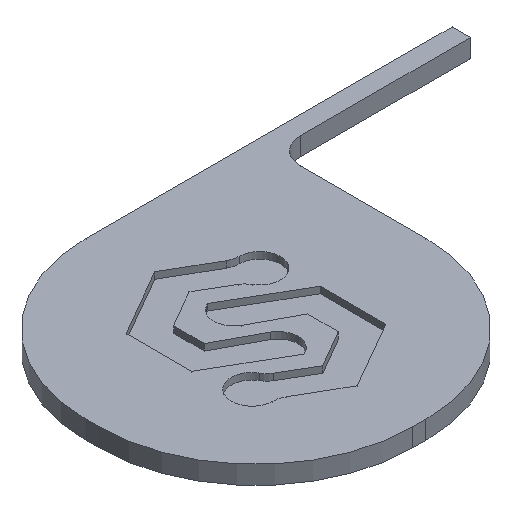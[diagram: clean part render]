
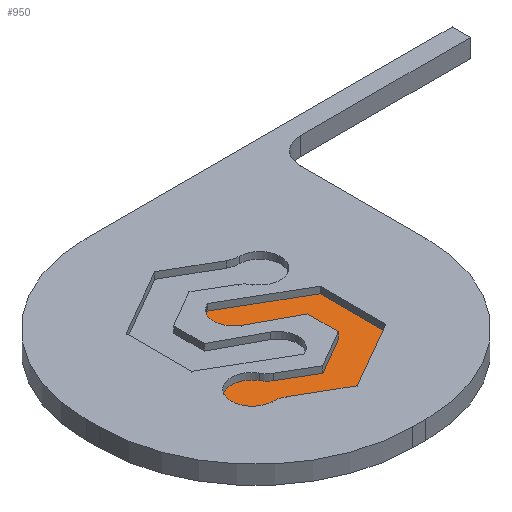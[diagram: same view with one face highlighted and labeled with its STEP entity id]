
A CAD part, isometric view. The second image highlights one B-rep face of the part: STEP entity #950.
In plain terms, the highlighted planar face has unit normal (0, 0, 1).
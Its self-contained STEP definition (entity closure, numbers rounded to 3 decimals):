
#39=PLANE('',#1044);
#85=FACE_OUTER_BOUND('',#135,.T.);
#135=EDGE_LOOP('',(#780,#781,#782,#783,#784,#785,#786,#787,#788,#789,#790,
#791,#792,#793,#794,#795,#796,#797));
#192=LINE('',#1460,#292);
#196=LINE('',#1467,#296);
#199=LINE('',#1473,#299);
#202=LINE('',#1479,#302);
#205=LINE('',#1485,#305);
#210=LINE('',#1503,#310);
#213=LINE('',#1509,#313);
#216=LINE('',#1515,#316);
#219=LINE('',#1521,#319);
#225=LINE('',#1545,#325);
#292=VECTOR('',#1177,10.);
#296=VECTOR('',#1183,10.);
#299=VECTOR('',#1188,10.);
#302=VECTOR('',#1193,10.);
#305=VECTOR('',#1198,10.);
#310=VECTOR('',#1217,10.);
#313=VECTOR('',#1222,10.);
#316=VECTOR('',#1227,10.);
#319=VECTOR('',#1232,10.);
#325=VECTOR('',#1258,10.);
#365=CIRCLE('',#1017,1.545);
#367=CIRCLE('',#1020,1.656);
#369=CIRCLE('',#1027,1.558);
#371=CIRCLE('',#1030,1.572);
#373=CIRCLE('',#1033,0.87);
#375=CIRCLE('',#1037,1.556);
#377=CIRCLE('',#1040,1.588);
#379=CIRCLE('',#1043,1.63);
#426=VERTEX_POINT('',#1457);
#427=VERTEX_POINT('',#1459);
#429=VERTEX_POINT('',#1465);
#431=VERTEX_POINT('',#1471);
#433=VERTEX_POINT('',#1477);
#435=VERTEX_POINT('',#1483);
#437=VERTEX_POINT('',#1489);
#439=VERTEX_POINT('',#1495);
#441=VERTEX_POINT('',#1501);
#443=VERTEX_POINT('',#1507);
#445=VERTEX_POINT('',#1513);
#447=VERTEX_POINT('',#1519);
#449=VERTEX_POINT('',#1525);
#451=VERTEX_POINT('',#1531);
#453=VERTEX_POINT('',#1537);
#455=VERTEX_POINT('',#1543);
#457=VERTEX_POINT('',#1549);
#459=VERTEX_POINT('',#1555);
#536=EDGE_CURVE('',#426,#427,#192,.T.);
#540=EDGE_CURVE('',#429,#426,#196,.T.);
#543=EDGE_CURVE('',#431,#429,#199,.T.);
#546=EDGE_CURVE('',#433,#431,#202,.T.);
#549=EDGE_CURVE('',#435,#433,#205,.T.);
#552=EDGE_CURVE('',#437,#435,#365,.T.);
#555=EDGE_CURVE('',#439,#437,#367,.T.);
#558=EDGE_CURVE('',#441,#439,#210,.T.);
#561=EDGE_CURVE('',#443,#441,#213,.T.);
#564=EDGE_CURVE('',#445,#443,#216,.T.);
#567=EDGE_CURVE('',#447,#445,#219,.T.);
#570=EDGE_CURVE('',#449,#447,#369,.T.);
#573=EDGE_CURVE('',#451,#449,#371,.T.);
#576=EDGE_CURVE('',#453,#451,#373,.T.);
#579=EDGE_CURVE('',#455,#453,#225,.T.);
#582=EDGE_CURVE('',#457,#455,#375,.T.);
#585=EDGE_CURVE('',#459,#457,#377,.T.);
#587=EDGE_CURVE('',#427,#459,#379,.T.);
#780=ORIENTED_EDGE('',*,*,#587,.F.);
#781=ORIENTED_EDGE('',*,*,#536,.F.);
#782=ORIENTED_EDGE('',*,*,#540,.F.);
#783=ORIENTED_EDGE('',*,*,#543,.F.);
#784=ORIENTED_EDGE('',*,*,#546,.F.);
#785=ORIENTED_EDGE('',*,*,#549,.F.);
#786=ORIENTED_EDGE('',*,*,#552,.F.);
#787=ORIENTED_EDGE('',*,*,#555,.F.);
#788=ORIENTED_EDGE('',*,*,#558,.F.);
#789=ORIENTED_EDGE('',*,*,#561,.F.);
#790=ORIENTED_EDGE('',*,*,#564,.F.);
#791=ORIENTED_EDGE('',*,*,#567,.F.);
#792=ORIENTED_EDGE('',*,*,#570,.F.);
#793=ORIENTED_EDGE('',*,*,#573,.F.);
#794=ORIENTED_EDGE('',*,*,#576,.F.);
#795=ORIENTED_EDGE('',*,*,#579,.F.);
#796=ORIENTED_EDGE('',*,*,#582,.F.);
#797=ORIENTED_EDGE('',*,*,#585,.F.);
#950=ADVANCED_FACE('',(#85),#39,.T.);
#1017=AXIS2_PLACEMENT_3D('',#1491,#1204,#1205);
#1020=AXIS2_PLACEMENT_3D('',#1497,#1211,#1212);
#1027=AXIS2_PLACEMENT_3D('',#1527,#1238,#1239);
#1030=AXIS2_PLACEMENT_3D('',#1533,#1245,#1246);
#1033=AXIS2_PLACEMENT_3D('',#1539,#1252,#1253);
#1037=AXIS2_PLACEMENT_3D('',#1551,#1264,#1265);
#1040=AXIS2_PLACEMENT_3D('',#1557,#1271,#1272);
#1043=AXIS2_PLACEMENT_3D('',#1560,#1277,#1278);
#1044=AXIS2_PLACEMENT_3D('',#1561,#1279,#1280);
#1177=DIRECTION('',(-0.866,0.5,0.));
#1183=DIRECTION('',(-0.866,-0.5,0.));
#1188=DIRECTION('',(0.,-1.,0.));
#1193=DIRECTION('',(0.865,-0.501,0.));
#1198=DIRECTION('',(0.902,0.432,0.));
#1204=DIRECTION('center_axis',(0.,0.,-1.));
#1205=DIRECTION('ref_axis',(-0.999,0.049,0.));
#1211=DIRECTION('center_axis',(0.,0.,-1.));
#1212=DIRECTION('ref_axis',(-0.521,-0.854,0.));
#1217=DIRECTION('',(-0.88,0.474,0.));
#1222=DIRECTION('',(0.,1.,0.));
#1227=DIRECTION('',(0.865,0.502,0.));
#1232=DIRECTION('',(0.863,-0.506,0.));
#1238=DIRECTION('center_axis',(0.,0.,1.));
#1239=DIRECTION('ref_axis',(-0.528,-0.85,0.));
#1245=DIRECTION('center_axis',(0.,0.,-1.));
#1246=DIRECTION('ref_axis',(-0.817,0.577,0.));
#1252=DIRECTION('center_axis',(0.,0.,-1.));
#1253=DIRECTION('ref_axis',(-0.884,0.468,0.));
#1258=DIRECTION('',(0.,1.,0.));
#1264=DIRECTION('center_axis',(0.,0.,-1.));
#1265=DIRECTION('ref_axis',(-1.,-0.007,0.));
#1271=DIRECTION('center_axis',(0.,0.,-1.));
#1272=DIRECTION('ref_axis',(-0.008,-1.,0.));
#1277=DIRECTION('center_axis',(0.,0.,1.));
#1278=DIRECTION('ref_axis',(-0.007,1.,0.));
#1279=DIRECTION('center_axis',(0.,0.,1.));
#1280=DIRECTION('ref_axis',(-1.,0.,0.));
#1457=CARTESIAN_POINT('',(-19.906,-19.45,0.9));
#1459=CARTESIAN_POINT('',(-23.348,-17.463,0.9));
#1460=CARTESIAN_POINT('',(-23.348,-17.463,0.9));
#1465=CARTESIAN_POINT('',(-14.723,-16.461,0.9));
#1467=CARTESIAN_POINT('',(-19.906,-19.45,0.9));
#1471=CARTESIAN_POINT('',(-14.723,-11.434,0.9));
#1473=CARTESIAN_POINT('',(-14.723,-16.461,0.9));
#1477=CARTESIAN_POINT('',(-20.173,-8.277,0.9));
#1479=CARTESIAN_POINT('',(-14.723,-11.434,0.9));
#1483=CARTESIAN_POINT('',(-20.3,-8.338,0.9));
#1485=CARTESIAN_POINT('',(-20.173,-8.277,0.9));
#1489=CARTESIAN_POINT('',(-21.128,-9.632,0.9));
#1491=CARTESIAN_POINT('Origin',(-19.585,-9.708,0.9));
#1495=CARTESIAN_POINT('',(-20.335,-11.018,0.9));
#1497=CARTESIAN_POINT('Origin',(-19.472,-9.604,0.9));
#1501=CARTESIAN_POINT('',(-17.043,-12.791,0.9));
#1503=CARTESIAN_POINT('',(-20.335,-11.018,0.9));
#1507=CARTESIAN_POINT('',(-17.043,-15.148,0.9));
#1509=CARTESIAN_POINT('',(-17.043,-12.791,0.9));
#1513=CARTESIAN_POINT('',(-19.895,-16.805,0.9));
#1515=CARTESIAN_POINT('',(-17.043,-15.148,0.9));
#1519=CARTESIAN_POINT('',(-22.277,-15.408,0.9));
#1521=CARTESIAN_POINT('',(-19.895,-16.805,0.9));
#1525=CARTESIAN_POINT('',(-22.806,-14.86,0.9));
#1527=CARTESIAN_POINT('Origin',(-21.455,-14.084,0.9));
#1531=CARTESIAN_POINT('',(-25.452,-14.738,0.9));
#1533=CARTESIAN_POINT('Origin',(-24.168,-15.644,0.9));
#1537=CARTESIAN_POINT('',(-25.526,-14.855,0.9));
#1539=CARTESIAN_POINT('Origin',(-24.757,-15.262,0.9));
#1543=CARTESIAN_POINT('',(-25.526,-14.87,0.9));
#1545=CARTESIAN_POINT('',(-25.526,-14.855,0.9));
#1549=CARTESIAN_POINT('',(-25.737,-15.664,0.9));
#1551=CARTESIAN_POINT('Origin',(-24.182,-15.654,0.9));
#1555=CARTESIAN_POINT('',(-24.163,-17.252,0.9));
#1557=CARTESIAN_POINT('Origin',(-24.15,-15.664,0.9));
#1560=CARTESIAN_POINT('Origin',(-24.152,-18.882,0.9));
#1561=CARTESIAN_POINT('Origin',(-20.23,-13.864,0.9));
